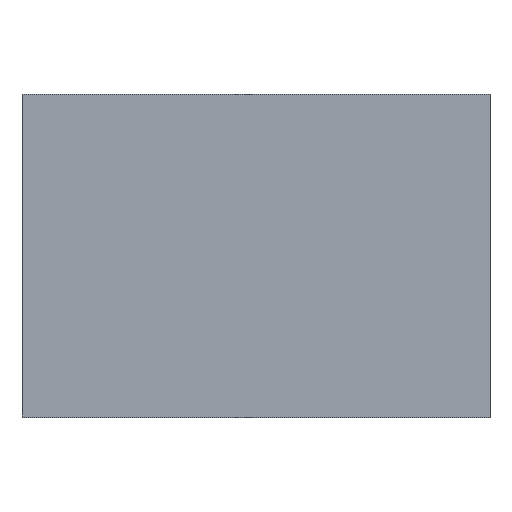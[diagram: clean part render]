
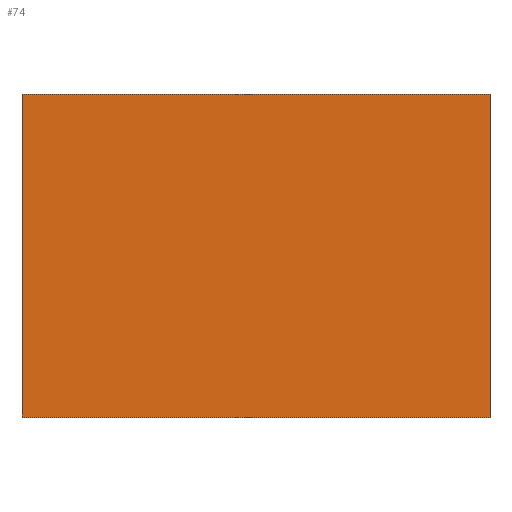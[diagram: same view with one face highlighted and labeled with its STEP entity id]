
A CAD part, top view. The second image highlights one B-rep face of the part: STEP entity #74.
In plain terms, the highlighted planar face has unit normal (0, 0, 1).
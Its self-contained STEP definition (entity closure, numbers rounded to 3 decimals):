
#74=ADVANCED_FACE('',(#116),#592,.T.);
#116=FACE_OUTER_BOUND('',#158,.T.);
#158=EDGE_LOOP('',(#323,#324,#325,#326));
#323=ORIENTED_EDGE('',*,*,#401,.T.);
#324=ORIENTED_EDGE('',*,*,#405,.T.);
#325=ORIENTED_EDGE('',*,*,#408,.T.);
#326=ORIENTED_EDGE('',*,*,#410,.T.);
#401=EDGE_CURVE('',#546,#545,#485,.T.);
#405=EDGE_CURVE('',#545,#548,#489,.T.);
#408=EDGE_CURVE('',#548,#550,#492,.T.);
#410=EDGE_CURVE('',#550,#546,#494,.T.);
#485=B_SPLINE_CURVE_WITH_KNOTS('',1,(#949,#950),.UNSPECIFIED.,.F.,.F.,(2,
2),(0.,13.2),.UNSPECIFIED.);
#489=B_SPLINE_CURVE_WITH_KNOTS('',1,(#957,#958),.UNSPECIFIED.,.F.,.F.,(2,
2),(13.2,22.3),.UNSPECIFIED.);
#492=B_SPLINE_CURVE_WITH_KNOTS('',1,(#963,#964),.UNSPECIFIED.,.F.,.F.,(2,
2),(22.3,35.5),.UNSPECIFIED.);
#494=B_SPLINE_CURVE_WITH_KNOTS('',1,(#967,#968),.UNSPECIFIED.,.F.,.F.,(2,
2),(35.5,44.6),.UNSPECIFIED.);
#545=VERTEX_POINT('',#939);
#546=VERTEX_POINT('',#940);
#548=VERTEX_POINT('',#942);
#550=VERTEX_POINT('',#944);
#592=PLANE('',#654);
#654=AXIS2_PLACEMENT_3D('',#936,#699,$);
#699=DIRECTION('',(0.,0.,1.));
#936=CARTESIAN_POINT('',(0.,0.,10.2));
#939=CARTESIAN_POINT('',(13.2,0.,10.2));
#940=CARTESIAN_POINT('',(0.,0.,10.2));
#942=CARTESIAN_POINT('',(13.2,9.1,10.2));
#944=CARTESIAN_POINT('',(0.,9.1,10.2));
#949=CARTESIAN_POINT('',(0.,0.,10.2));
#950=CARTESIAN_POINT('',(13.2,0.,10.2));
#957=CARTESIAN_POINT('',(13.2,0.,10.2));
#958=CARTESIAN_POINT('',(13.2,9.1,10.2));
#963=CARTESIAN_POINT('',(13.2,9.1,10.2));
#964=CARTESIAN_POINT('',(0.,9.1,10.2));
#967=CARTESIAN_POINT('',(0.,9.1,10.2));
#968=CARTESIAN_POINT('',(0.,0.,10.2));
